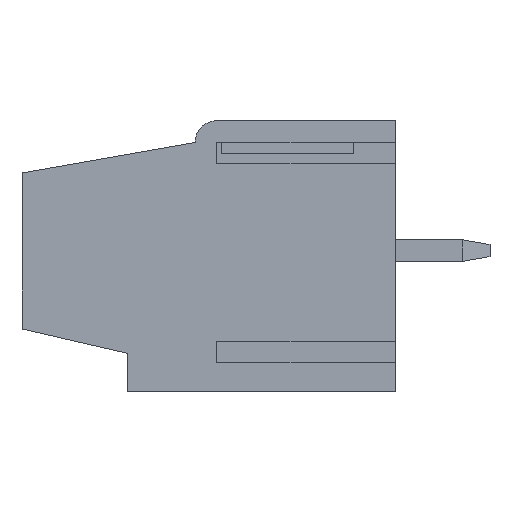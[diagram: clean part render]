
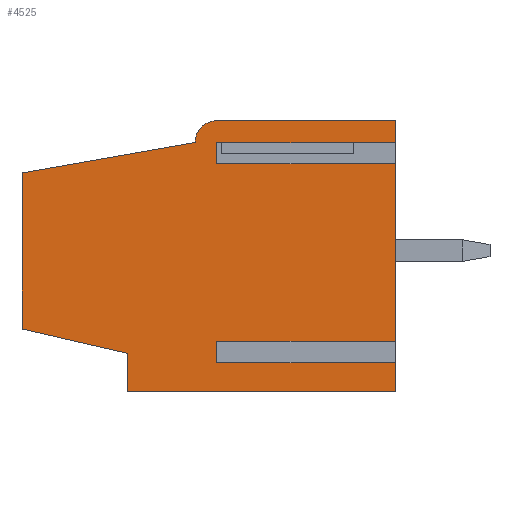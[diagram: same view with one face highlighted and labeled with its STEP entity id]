
A CAD part, left-side view. The second image highlights one B-rep face of the part: STEP entity #4525.
In plain terms, the highlighted planar face has unit normal (-1, 0, 0).
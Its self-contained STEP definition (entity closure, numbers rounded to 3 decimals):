
#4393=AXIS2_PLACEMENT_3D('Plane Axis2P3D',#4390,#4391,#4392) ;
#4441=AXIS2_PLACEMENT_3D('Circle Axis2P3D',#4439,#4440,$) ;
#4390=CARTESIAN_POINT('Axis2P3D Location',(0.,0.,0.)) ;
#4395=CARTESIAN_POINT('Line Origine',(0.,3.2,5.125)) ;
#4399=CARTESIAN_POINT('Vertex',(0.,3.2,1.84)) ;
#4401=CARTESIAN_POINT('Vertex',(0.,3.2,8.41)) ;
#4404=CARTESIAN_POINT('Line Origine',(0.,6.5,8.41)) ;
#4408=CARTESIAN_POINT('Vertex',(0.,9.8,8.41)) ;
#4411=CARTESIAN_POINT('Line Origine',(0.,9.8,8.8)) ;
#4415=CARTESIAN_POINT('Vertex',(0.,9.8,9.19)) ;
#4418=CARTESIAN_POINT('Line Origine',(0.,6.5,9.19)) ;
#4422=CARTESIAN_POINT('Vertex',(0.,3.2,9.19)) ;
#4425=CARTESIAN_POINT('Line Origine',(0.,3.2,9.595)) ;
#4429=CARTESIAN_POINT('Vertex',(0.,3.2,10.)) ;
#4432=CARTESIAN_POINT('Line Origine',(0.,6.5,10.)) ;
#4436=CARTESIAN_POINT('Vertex',(0.,9.8,10.)) ;
#4439=CARTESIAN_POINT('Axis2P3D Location',(0.,9.8,9.2)) ;
#4443=CARTESIAN_POINT('Vertex',(0.,10.6,9.2)) ;
#4446=CARTESIAN_POINT('Line Origine',(0.,13.8,8.636)) ;
#4450=CARTESIAN_POINT('Vertex',(0.,17.,8.072)) ;
#4453=CARTESIAN_POINT('Line Origine',(0.,17.,5.186)) ;
#4457=CARTESIAN_POINT('Vertex',(0.,17.,2.3)) ;
#4460=CARTESIAN_POINT('Line Origine',(0.,15.05,1.85)) ;
#4464=CARTESIAN_POINT('Vertex',(0.,13.1,1.4)) ;
#4467=CARTESIAN_POINT('Line Origine',(0.,13.1,0.7)) ;
#4471=CARTESIAN_POINT('Vertex',(0.,13.1,0.)) ;
#4474=CARTESIAN_POINT('Line Origine',(0.,8.15,0.)) ;
#4478=CARTESIAN_POINT('Vertex',(0.,3.2,0.)) ;
#4481=CARTESIAN_POINT('Line Origine',(0.,3.2,0.53)) ;
#4485=CARTESIAN_POINT('Vertex',(0.,3.2,1.06)) ;
#4488=CARTESIAN_POINT('Line Origine',(0.,6.5,1.06)) ;
#4492=CARTESIAN_POINT('Vertex',(0.,9.8,1.06)) ;
#4495=CARTESIAN_POINT('Line Origine',(0.,9.8,1.45)) ;
#4499=CARTESIAN_POINT('Vertex',(0.,9.8,1.84)) ;
#4502=CARTESIAN_POINT('Line Origine',(0.,6.5,1.84)) ;
#4391=DIRECTION('Axis2P3D Direction',(-1.,-0.,0.)) ;
#4392=DIRECTION('Axis2P3D XDirection',(0.,0.,1.)) ;
#4396=DIRECTION('Vector Direction',(0.,0.,1.)) ;
#4405=DIRECTION('Vector Direction',(0.,1.,0.)) ;
#4412=DIRECTION('Vector Direction',(0.,0.,-1.)) ;
#4419=DIRECTION('Vector Direction',(0.,1.,0.)) ;
#4426=DIRECTION('Vector Direction',(0.,0.,1.)) ;
#4433=DIRECTION('Vector Direction',(0.,-1.,0.)) ;
#4440=DIRECTION('Axis2P3D Direction',(-1.,-0.,0.)) ;
#4447=DIRECTION('Vector Direction',(0.,-0.985,0.174)) ;
#4454=DIRECTION('Vector Direction',(0.,0.,1.)) ;
#4461=DIRECTION('Vector Direction',(0.,0.974,0.225)) ;
#4468=DIRECTION('Vector Direction',(0.,0.,1.)) ;
#4475=DIRECTION('Vector Direction',(0.,1.,0.)) ;
#4482=DIRECTION('Vector Direction',(0.,0.,1.)) ;
#4489=DIRECTION('Vector Direction',(0.,1.,0.)) ;
#4496=DIRECTION('Vector Direction',(0.,0.,-1.)) ;
#4503=DIRECTION('Vector Direction',(0.,1.,0.)) ;
#4397=VECTOR('Line Direction',#4396,1.) ;
#4406=VECTOR('Line Direction',#4405,1.) ;
#4413=VECTOR('Line Direction',#4412,1.) ;
#4420=VECTOR('Line Direction',#4419,1.) ;
#4427=VECTOR('Line Direction',#4426,1.) ;
#4434=VECTOR('Line Direction',#4433,1.) ;
#4448=VECTOR('Line Direction',#4447,1.) ;
#4455=VECTOR('Line Direction',#4454,1.) ;
#4462=VECTOR('Line Direction',#4461,1.) ;
#4469=VECTOR('Line Direction',#4468,1.) ;
#4476=VECTOR('Line Direction',#4475,1.) ;
#4483=VECTOR('Line Direction',#4482,1.) ;
#4490=VECTOR('Line Direction',#4489,1.) ;
#4497=VECTOR('Line Direction',#4496,1.) ;
#4504=VECTOR('Line Direction',#4503,1.) ;
#4508=ORIENTED_EDGE('',*,*,#4403,.T.) ;
#4509=ORIENTED_EDGE('',*,*,#4410,.T.) ;
#4510=ORIENTED_EDGE('',*,*,#4417,.F.) ;
#4511=ORIENTED_EDGE('',*,*,#4424,.F.) ;
#4512=ORIENTED_EDGE('',*,*,#4431,.T.) ;
#4513=ORIENTED_EDGE('',*,*,#4438,.T.) ;
#4514=ORIENTED_EDGE('',*,*,#4445,.T.) ;
#4515=ORIENTED_EDGE('',*,*,#4452,.T.) ;
#4516=ORIENTED_EDGE('',*,*,#4459,.T.) ;
#4517=ORIENTED_EDGE('',*,*,#4466,.T.) ;
#4518=ORIENTED_EDGE('',*,*,#4473,.T.) ;
#4519=ORIENTED_EDGE('',*,*,#4480,.T.) ;
#4520=ORIENTED_EDGE('',*,*,#4487,.T.) ;
#4521=ORIENTED_EDGE('',*,*,#4494,.T.) ;
#4522=ORIENTED_EDGE('',*,*,#4501,.F.) ;
#4523=ORIENTED_EDGE('',*,*,#4506,.F.) ;
#4525=ADVANCED_FACE('2',(#4524),#4394,.T.) ;
#4442=CIRCLE('generated circle',#4441,0.8) ;
#4403=EDGE_CURVE('',#4400,#4402,#4398,.T.) ;
#4410=EDGE_CURVE('',#4402,#4409,#4407,.T.) ;
#4417=EDGE_CURVE('',#4416,#4409,#4414,.T.) ;
#4424=EDGE_CURVE('',#4423,#4416,#4421,.T.) ;
#4431=EDGE_CURVE('',#4423,#4430,#4428,.T.) ;
#4438=EDGE_CURVE('',#4430,#4437,#4435,.F.) ;
#4445=EDGE_CURVE('',#4437,#4444,#4442,.T.) ;
#4452=EDGE_CURVE('',#4444,#4451,#4449,.F.) ;
#4459=EDGE_CURVE('',#4451,#4458,#4456,.F.) ;
#4466=EDGE_CURVE('',#4458,#4465,#4463,.F.) ;
#4473=EDGE_CURVE('',#4465,#4472,#4470,.F.) ;
#4480=EDGE_CURVE('',#4472,#4479,#4477,.F.) ;
#4487=EDGE_CURVE('',#4479,#4486,#4484,.T.) ;
#4494=EDGE_CURVE('',#4486,#4493,#4491,.T.) ;
#4501=EDGE_CURVE('',#4500,#4493,#4498,.T.) ;
#4506=EDGE_CURVE('',#4400,#4500,#4505,.T.) ;
#4507=EDGE_LOOP('',(#4508,#4509,#4510,#4511,#4512,#4513,#4514,#4515,#4516,#4517,#4518,#4519,#4520,#4521,#4522,#4523)) ;
#4524=FACE_OUTER_BOUND('',#4507,.T.) ;
#4398=LINE('Line',#4395,#4397) ;
#4407=LINE('Line',#4404,#4406) ;
#4414=LINE('Line',#4411,#4413) ;
#4421=LINE('Line',#4418,#4420) ;
#4428=LINE('Line',#4425,#4427) ;
#4435=LINE('Line',#4432,#4434) ;
#4449=LINE('Line',#4446,#4448) ;
#4456=LINE('Line',#4453,#4455) ;
#4463=LINE('Line',#4460,#4462) ;
#4470=LINE('Line',#4467,#4469) ;
#4477=LINE('Line',#4474,#4476) ;
#4484=LINE('Line',#4481,#4483) ;
#4491=LINE('Line',#4488,#4490) ;
#4498=LINE('Line',#4495,#4497) ;
#4505=LINE('Line',#4502,#4504) ;
#4394=PLANE('',#4393) ;
#4400=VERTEX_POINT('',#4399) ;
#4402=VERTEX_POINT('',#4401) ;
#4409=VERTEX_POINT('',#4408) ;
#4416=VERTEX_POINT('',#4415) ;
#4423=VERTEX_POINT('',#4422) ;
#4430=VERTEX_POINT('',#4429) ;
#4437=VERTEX_POINT('',#4436) ;
#4444=VERTEX_POINT('',#4443) ;
#4451=VERTEX_POINT('',#4450) ;
#4458=VERTEX_POINT('',#4457) ;
#4465=VERTEX_POINT('',#4464) ;
#4472=VERTEX_POINT('',#4471) ;
#4479=VERTEX_POINT('',#4478) ;
#4486=VERTEX_POINT('',#4485) ;
#4493=VERTEX_POINT('',#4492) ;
#4500=VERTEX_POINT('',#4499) ;
